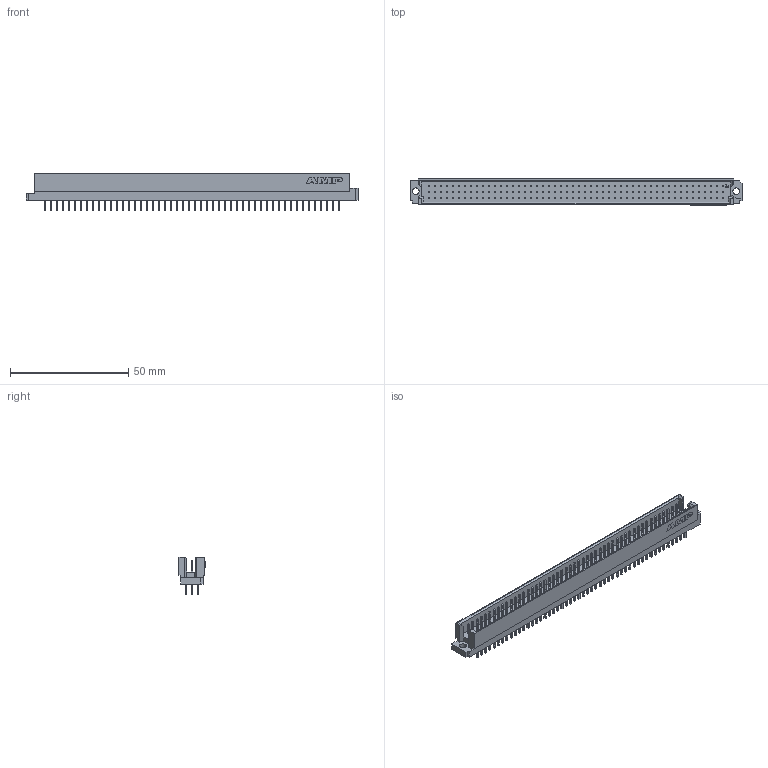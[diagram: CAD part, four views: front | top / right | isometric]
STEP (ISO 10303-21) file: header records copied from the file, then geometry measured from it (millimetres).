
FILE_DESCRIPTION((''),'2;1');
FILE_NAME('C-5650911-05-3','2007-09-02T',('workeradm'),('Tyco Electronics Corporation'),'PRO/ENGINEER BY PARAMETRIC TECHNOLOGY CORPORATION, 2005450','PRO/ENGINEER BY PARAMETRIC TECHNOLOGY CORPORATION, 2005450','');
FILE_SCHEMA(('CONFIG_CONTROL_DESIGN', 'GEOMETRIC_VALIDATION_PROPERTIES_MIM'));
Length unit declared in the file: millimetre
Products named in the file (1): C-5650911-05-3
Bounding box: 140.59 x 11.03 x 16.07 mm (x, y, z)
Volume: 8666.7 mm3; surface area: 12174.8 mm2
Topology: 1 solids, 1 shells, 1621 faces, 3922 edges, 2612 vertices
Faces by surface type: plane 1614, cylinder 5, extrusion 2
Entity records: 46445 total; most frequent: CARTESIAN_POINT 8190, ORIENTED_EDGE 7844, DIRECTION 7168, EDGE_CURVE 3922, VECTOR 3910, LINE 3908, VERTEX_POINT 2612, EDGE_LOOP 1934
